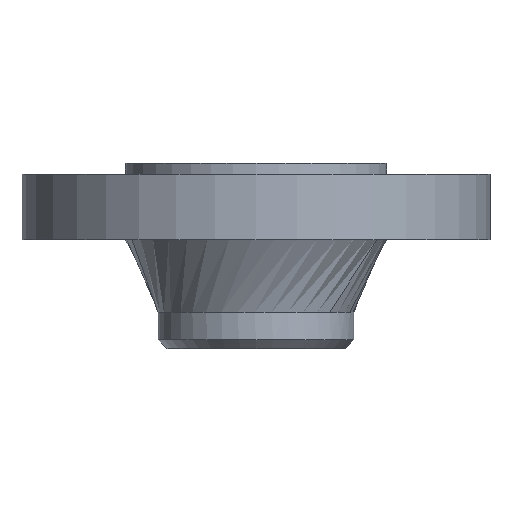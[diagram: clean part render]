
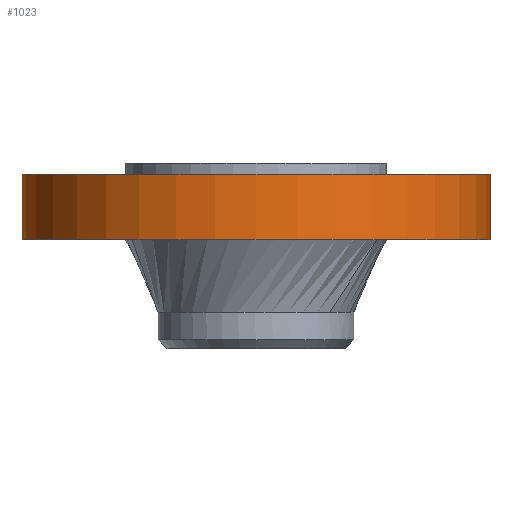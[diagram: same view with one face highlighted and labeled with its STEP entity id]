
A CAD part, front view. The second image highlights one B-rep face of the part: STEP entity #1023.
In plain terms, the highlighted cylindrical face has radius 136.525 mm (diameter 273.05 mm), a partial arc.
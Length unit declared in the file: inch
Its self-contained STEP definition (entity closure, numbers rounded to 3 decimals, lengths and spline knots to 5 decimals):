
#42 = CARTESIAN_POINT ( 'NONE',  ( -5.375, 0., -16.7028 ) ) ;
#48 = LINE ( 'NONE', #68, #596 ) ;
#68 = CARTESIAN_POINT ( 'NONE',  ( 5.375, 0., -16.7028 ) ) ;
#75 = VERTEX_POINT ( 'NONE', #773 ) ;
#89 = VECTOR ( 'NONE', #128, 39.37008 ) ;
#92 = DIRECTION ( 'NONE',  ( 1., 0., 0. ) ) ;
#99 = FACE_OUTER_BOUND ( 'NONE', #427, .T. ) ;
#123 = DIRECTION ( 'NONE',  ( 0., 0., -1. ) ) ;
#128 = DIRECTION ( 'NONE',  ( 0., 0., 1. ) ) ;
#130 = VERTEX_POINT ( 'NONE', #600 ) ;
#175 = EDGE_CURVE ( 'NONE', #75, #130, #646, .T. ) ;
#197 = EDGE_CURVE ( 'NONE', #411, #75, #275, .T. ) ;
#234 = AXIS2_PLACEMENT_3D ( 'NONE', #1019, #521, #92 ) ;
#275 = CIRCLE ( 'NONE', #1096, 5.375 ) ;
#298 = DIRECTION ( 'NONE',  ( 1., 0., 0. ) ) ;
#324 = EDGE_CURVE ( 'NONE', #130, #481, #943, .T. ) ;
#374 = DIRECTION ( 'NONE',  ( 0., 0., 1. ) ) ;
#411 = VERTEX_POINT ( 'NONE', #785 ) ;
#427 = EDGE_LOOP ( 'NONE', ( #1060, #807, #973, #1046 ) ) ;
#454 = CYLINDRICAL_SURFACE ( 'NONE', #1038, 5.375 ) ;
#481 = VERTEX_POINT ( 'NONE', #880 ) ;
#507 = DIRECTION ( 'NONE',  ( 0., 0., 1. ) ) ;
#521 = DIRECTION ( 'NONE',  ( 0., 0., 1. ) ) ;
#596 = VECTOR ( 'NONE', #507, 39.37008 ) ;
#600 = CARTESIAN_POINT ( 'NONE',  ( -5.375, 0., 0. ) ) ;
#643 = DIRECTION ( 'NONE',  ( 1., 0., 0. ) ) ;
#646 = LINE ( 'NONE', #42, #89 ) ;
#773 = CARTESIAN_POINT ( 'NONE',  ( -5.375, 0., -1.5 ) ) ;
#778 = EDGE_CURVE ( 'NONE', #411, #481, #48, .T. ) ;
#785 = CARTESIAN_POINT ( 'NONE',  ( 5.375, 0., -1.5 ) ) ;
#793 = CARTESIAN_POINT ( 'NONE',  ( 0., 0., -16.7028 ) ) ;
#807 = ORIENTED_EDGE ( 'NONE', *, *, #197, .F. ) ;
#880 = CARTESIAN_POINT ( 'NONE',  ( 5.375, 0., 0. ) ) ;
#943 = CIRCLE ( 'NONE', #234, 5.375 ) ;
#973 = ORIENTED_EDGE ( 'NONE', *, *, #778, .T. ) ;
#1019 = CARTESIAN_POINT ( 'NONE',  ( 0., 0., 0. ) ) ;
#1023 = ADVANCED_FACE ( 'NONE', ( #99 ), #454, .T. ) ;
#1038 = AXIS2_PLACEMENT_3D ( 'NONE', #793, #374, #643 ) ;
#1046 = ORIENTED_EDGE ( 'NONE', *, *, #324, .F. ) ;
#1060 = ORIENTED_EDGE ( 'NONE', *, *, #175, .F. ) ;
#1080 = CARTESIAN_POINT ( 'NONE',  ( 0., 0., -1.5 ) ) ;
#1096 = AXIS2_PLACEMENT_3D ( 'NONE', #1080, #123, #298 ) ;
